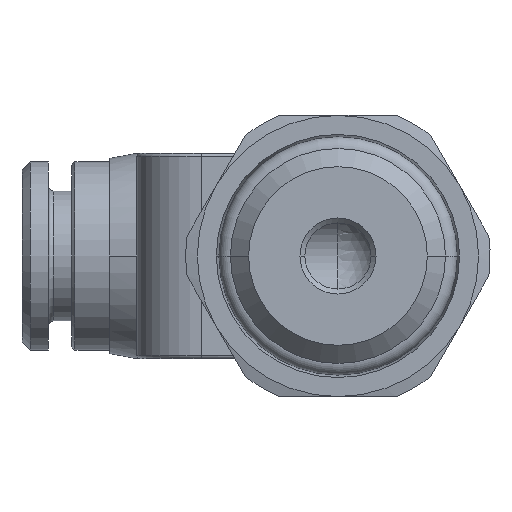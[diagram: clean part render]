
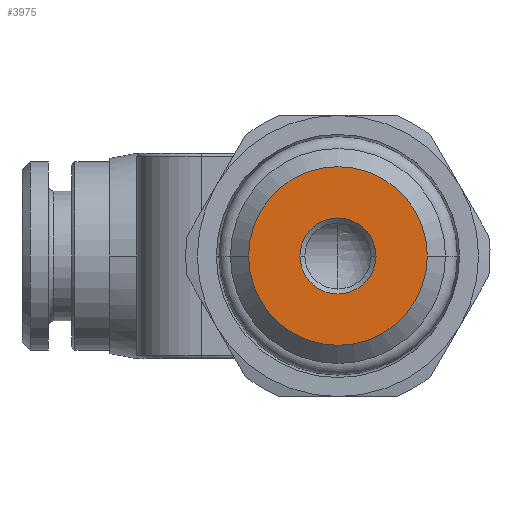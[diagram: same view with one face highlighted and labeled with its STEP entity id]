
A CAD part, front view. The second image highlights one B-rep face of the part: STEP entity #3975.
In plain terms, the highlighted planar face has unit normal (0, -1, 0).
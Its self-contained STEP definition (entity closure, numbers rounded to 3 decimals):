
#974=CARTESIAN_POINT('',(0.,-26.8,0.));
#975=DIRECTION('',(0.,1.,0.));
#976=DIRECTION('',(-1.,0.,0.));
#977=AXIS2_PLACEMENT_3D('',#974,#975,#976);
#979=CARTESIAN_POINT('',(0.,-26.8,0.));
#980=DIRECTION('',(0.,1.,0.));
#981=DIRECTION('',(1.,0.,0.));
#982=AXIS2_PLACEMENT_3D('',#979,#980,#981);
#984=CARTESIAN_POINT('',(0.,-26.8,0.));
#985=DIRECTION('',(0.,-1.,0.));
#986=DIRECTION('',(1.,0.,0.));
#987=AXIS2_PLACEMENT_3D('',#984,#985,#986);
#989=CARTESIAN_POINT('',(0.,-26.8,0.));
#990=DIRECTION('',(0.,-1.,0.));
#991=DIRECTION('',(-1.,0.,0.));
#992=AXIS2_PLACEMENT_3D('',#989,#990,#991);
#2682=CARTESIAN_POINT('',(-5.4,-26.8,0.));
#2683=CARTESIAN_POINT('',(5.4,-26.8,0.));
#2684=VERTEX_POINT('',#2682);
#2685=VERTEX_POINT('',#2683);
#2690=CARTESIAN_POINT('',(2.3,-26.8,0.));
#2691=VERTEX_POINT('',#2690);
#2692=CARTESIAN_POINT('',(-2.3,-26.8,0.));
#2693=VERTEX_POINT('',#2692);
#3959=CARTESIAN_POINT('',(0.,-26.8,0.));
#3960=DIRECTION('',(0.,1.,0.));
#3961=DIRECTION('',(0.,0.,1.));
#3962=AXIS2_PLACEMENT_3D('',#3959,#3960,#3961);
#3963=PLANE('',#3962);
#3965=ORIENTED_EDGE('',*,*,#3964,.T.);
#3966=ORIENTED_EDGE('',*,*,#3949,.T.);
#3967=EDGE_LOOP('',(#3965,#3966));
#3968=FACE_OUTER_BOUND('',#3967,.F.);
#3970=ORIENTED_EDGE('',*,*,#3969,.T.);
#3972=ORIENTED_EDGE('',*,*,#3971,.T.);
#3973=EDGE_LOOP('',(#3970,#3972));
#3974=FACE_BOUND('',#3973,.F.);
#3975=ADVANCED_FACE('',(#3968,#3974),#3963,.F.);
#978=CIRCLE('',#977,5.4);
#983=CIRCLE('',#982,5.4);
#988=CIRCLE('',#987,2.3);
#993=CIRCLE('',#992,2.3);
#3949=EDGE_CURVE('',#2685,#2684,#983,.T.);
#3964=EDGE_CURVE('',#2684,#2685,#978,.T.);
#3969=EDGE_CURVE('',#2691,#2693,#988,.T.);
#3971=EDGE_CURVE('',#2693,#2691,#993,.T.);
